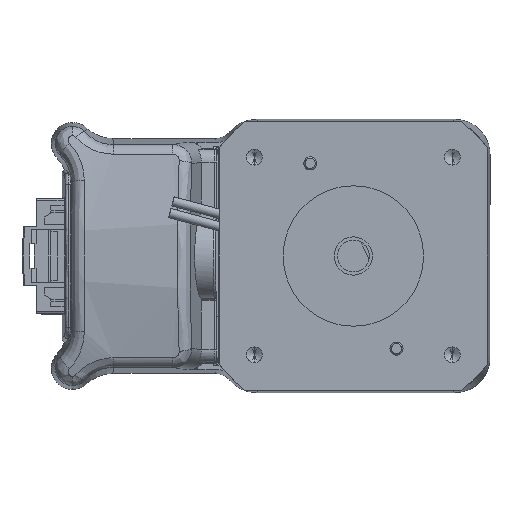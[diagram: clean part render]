
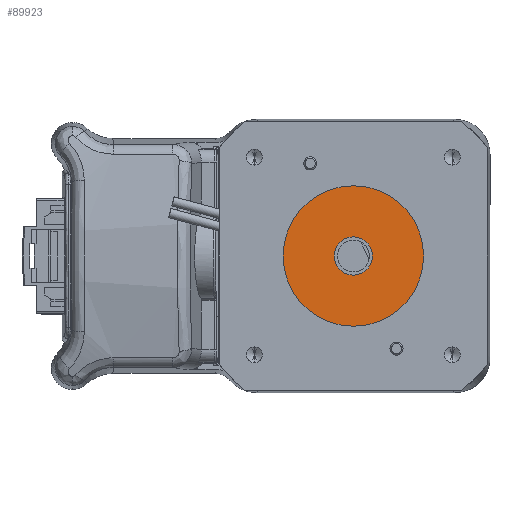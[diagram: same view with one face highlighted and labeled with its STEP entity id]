
A CAD part, left-side view. The second image highlights one B-rep face of the part: STEP entity #89923.
In plain terms, the highlighted face is planar.
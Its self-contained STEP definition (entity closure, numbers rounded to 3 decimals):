
#57 = ORIENTED_EDGE ( 'NONE', *, *, #33253, .F. ) ;
#204 = DIRECTION ( 'NONE',  ( 0., 0., -1. ) ) ;
#2642 = CIRCLE ( 'NONE', #114127, 11. ) ;
#5732 = ORIENTED_EDGE ( 'NONE', *, *, #98777, .F. ) ;
#5933 = CARTESIAN_POINT ( 'NONE',  ( -11., 0., 45.98 ) ) ;
#14690 = FACE_OUTER_BOUND ( 'NONE', #41595, .T. ) ;
#19926 = VERTEX_POINT ( 'NONE', #61821 ) ;
#26919 = ORIENTED_EDGE ( 'NONE', *, *, #57952, .T. ) ;
#31191 = AXIS2_PLACEMENT_3D ( 'NONE', #62104, #204, #72518 ) ;
#31402 = CARTESIAN_POINT ( 'NONE',  ( 11., 0., 45.98 ) ) ;
#31927 = CARTESIAN_POINT ( 'NONE',  ( 0., 0., 45.98 ) ) ;
#32146 = DIRECTION ( 'NONE',  ( 0., 0., -1. ) ) ;
#33253 = EDGE_CURVE ( 'NONE', #85464, #34611, #111474, .T. ) ;
#34611 = VERTEX_POINT ( 'NONE', #31402 ) ;
#35795 = DIRECTION ( 'NONE',  ( 0., 0., -1. ) ) ;
#41595 = EDGE_LOOP ( 'NONE', ( #57, #5732 ) ) ;
#42303 = DIRECTION ( 'NONE',  ( 1., 0., 0. ) ) ;
#45663 = DIRECTION ( 'NONE',  ( 0., 0., 1. ) ) ;
#48668 = CIRCLE ( 'NONE', #86272, 3. ) ;
#54155 = EDGE_LOOP ( 'NONE', ( #26919, #66824 ) ) ;
#57952 = EDGE_CURVE ( 'NONE', #19926, #121388, #48668, .T. ) ;
#57998 = CIRCLE ( 'NONE', #78413, 3. ) ;
#61821 = CARTESIAN_POINT ( 'NONE',  ( 3., 0., 45.98 ) ) ;
#62104 = CARTESIAN_POINT ( 'NONE',  ( 0., 0., 45.98 ) ) ;
#66824 = ORIENTED_EDGE ( 'NONE', *, *, #68046, .T. ) ;
#68046 = EDGE_CURVE ( 'NONE', #121388, #19926, #57998, .T. ) ;
#72518 = DIRECTION ( 'NONE',  ( -1., 0., 0. ) ) ;
#78413 = AXIS2_PLACEMENT_3D ( 'NONE', #31927, #104312, #42303 ) ;
#85464 = VERTEX_POINT ( 'NONE', #5933 ) ;
#86272 = AXIS2_PLACEMENT_3D ( 'NONE', #97805, #35795, #108201 ) ;
#89923 = ADVANCED_FACE ( 'NONE', ( #14690, #121481 ), #107679, .T. ) ;
#94130 = CARTESIAN_POINT ( 'NONE',  ( 0., 0., 45.98 ) ) ;
#97805 = CARTESIAN_POINT ( 'NONE',  ( 0., 0., 45.98 ) ) ;
#98777 = EDGE_CURVE ( 'NONE', #34611, #85464, #2642, .T. ) ;
#104312 = DIRECTION ( 'NONE',  ( 0., 0., -1. ) ) ;
#104536 = DIRECTION ( 'NONE',  ( -1., 0., 0. ) ) ;
#107679 = PLANE ( 'NONE',  #115263 ) ;
#108201 = DIRECTION ( 'NONE',  ( 1., 0., 0. ) ) ;
#111474 = CIRCLE ( 'NONE', #31191, 11. ) ;
#114127 = AXIS2_PLACEMENT_3D ( 'NONE', #94130, #32146, #104536 ) ;
#115043 = CARTESIAN_POINT ( 'NONE',  ( -3., 0., 45.98 ) ) ;
#115263 = AXIS2_PLACEMENT_3D ( 'NONE', #117605, #45663, #118043 ) ;
#117605 = CARTESIAN_POINT ( 'NONE',  ( 0., 0., 45.98 ) ) ;
#118043 = DIRECTION ( 'NONE',  ( 1., 0., 0. ) ) ;
#121388 = VERTEX_POINT ( 'NONE', #115043 ) ;
#121481 = FACE_BOUND ( 'NONE', #54155, .T. ) ;
